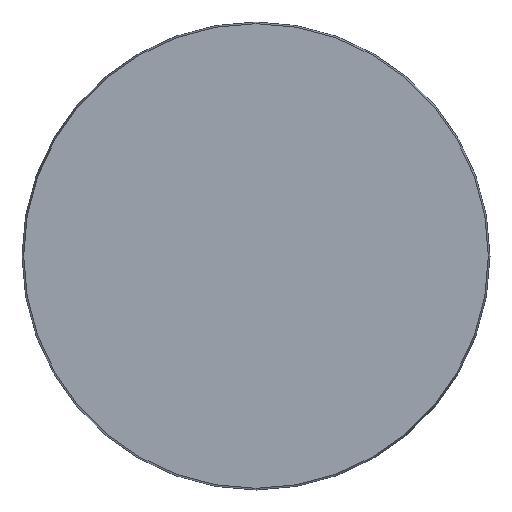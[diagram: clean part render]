
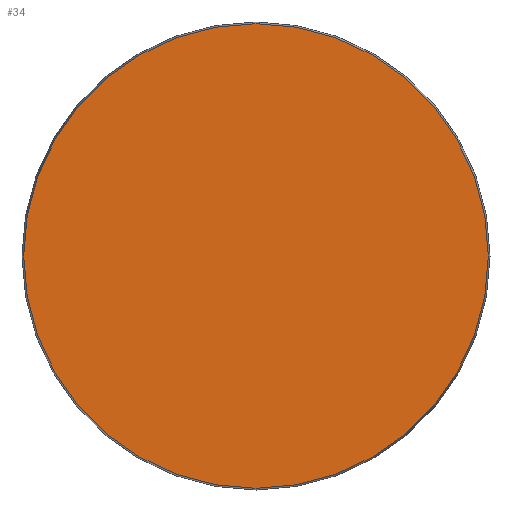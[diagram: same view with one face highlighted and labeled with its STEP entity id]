
A CAD part, front view. The second image highlights one B-rep face of the part: STEP entity #34.
In plain terms, the highlighted planar face has unit normal (0, -1, 0).
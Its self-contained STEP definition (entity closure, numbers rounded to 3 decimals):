
#34 = ADVANCED_FACE ( 'NONE', ( #466 ), #640, .F. ) ;
#68 = ORIENTED_EDGE ( 'NONE', *, *, #549, .T. ) ;
#113 = DIRECTION ( 'NONE',  ( 0., 1., 0. ) ) ;
#120 = EDGE_LOOP ( 'NONE', ( #68 ) ) ;
#222 = VERTEX_POINT ( 'NONE', #459 ) ;
#230 = CIRCLE ( 'NONE', #467, 78.425 ) ;
#345 = DIRECTION ( 'NONE',  ( 0., 0., 1. ) ) ;
#442 = DIRECTION ( 'NONE',  ( 0., 0., -1. ) ) ;
#459 = CARTESIAN_POINT ( 'NONE',  ( 0., 0., -78.425 ) ) ;
#466 = FACE_OUTER_BOUND ( 'NONE', #120, .T. ) ;
#467 = AXIS2_PLACEMENT_3D ( 'NONE', #498, #559, #442 ) ;
#498 = CARTESIAN_POINT ( 'NONE',  ( 0., 0., 0. ) ) ;
#514 = AXIS2_PLACEMENT_3D ( 'NONE', #647, #113, #345 ) ;
#549 = EDGE_CURVE ( 'NONE', #222, #222, #230, .T. ) ;
#559 = DIRECTION ( 'NONE',  ( 0., -1., 0. ) ) ;
#640 = PLANE ( 'NONE',  #514 ) ;
#647 = CARTESIAN_POINT ( 'NONE',  ( -78.425, 0., 0. ) ) ;
